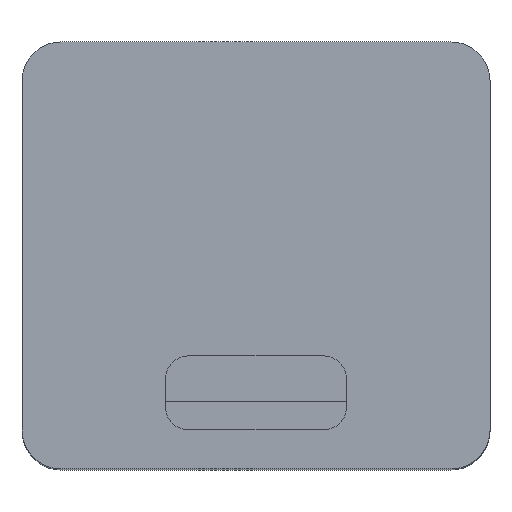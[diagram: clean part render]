
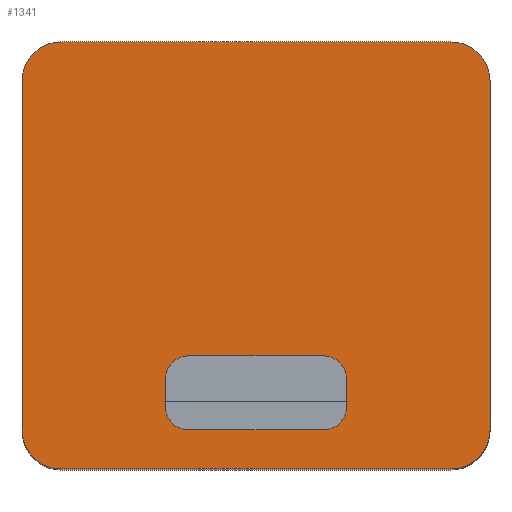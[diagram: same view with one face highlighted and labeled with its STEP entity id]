
A CAD part, top view. The second image highlights one B-rep face of the part: STEP entity #1341.
In plain terms, the highlighted planar face has unit normal (0, 0, 1).
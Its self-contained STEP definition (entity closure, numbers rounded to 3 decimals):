
#18=FACE_BOUND('',#159,.T.);
#27=PLANE('',#1437);
#85=FACE_OUTER_BOUND('',#158,.T.);
#158=EDGE_LOOP('',(#953,#954,#955,#956,#957,#958,#959,#960));
#159=EDGE_LOOP('',(#961,#962,#963,#964,#965,#966,#967,#968));
#242=LINE('',#1950,#404);
#247=LINE('',#1963,#409);
#248=LINE('',#1965,#410);
#249=LINE('',#1968,#411);
#250=LINE('',#1973,#412);
#251=LINE('',#1977,#413);
#252=LINE('',#1981,#414);
#253=LINE('',#1984,#415);
#404=VECTOR('',#1565,10.);
#409=VECTOR('',#1580,10.);
#410=VECTOR('',#1581,10.);
#411=VECTOR('',#1584,10.);
#412=VECTOR('',#1587,10.);
#413=VECTOR('',#1590,10.);
#414=VECTOR('',#1593,10.);
#415=VECTOR('',#1596,10.);
#558=CIRCLE('',#1427,2.);
#562=CIRCLE('',#1434,2.);
#563=CIRCLE('',#1436,2.);
#564=CIRCLE('',#1438,2.);
#565=CIRCLE('',#1439,1.2);
#566=CIRCLE('',#1440,1.2);
#567=CIRCLE('',#1441,1.2);
#568=CIRCLE('',#1442,1.2);
#595=VERTEX_POINT('',#1921);
#596=VERTEX_POINT('',#1923);
#607=VERTEX_POINT('',#1949);
#608=VERTEX_POINT('',#1953);
#609=VERTEX_POINT('',#1957);
#610=VERTEX_POINT('',#1958);
#611=VERTEX_POINT('',#1964);
#612=VERTEX_POINT('',#1966);
#613=VERTEX_POINT('',#1969);
#614=VERTEX_POINT('',#1970);
#615=VERTEX_POINT('',#1972);
#616=VERTEX_POINT('',#1974);
#617=VERTEX_POINT('',#1976);
#618=VERTEX_POINT('',#1978);
#619=VERTEX_POINT('',#1980);
#620=VERTEX_POINT('',#1982);
#728=EDGE_CURVE('',#595,#596,#558,.T.);
#741=EDGE_CURVE('',#607,#596,#242,.T.);
#743=EDGE_CURVE('',#607,#608,#562,.T.);
#745=EDGE_CURVE('',#609,#610,#563,.T.);
#748=EDGE_CURVE('',#595,#610,#247,.T.);
#749=EDGE_CURVE('',#609,#611,#248,.T.);
#750=EDGE_CURVE('',#612,#611,#564,.T.);
#751=EDGE_CURVE('',#612,#608,#249,.T.);
#752=EDGE_CURVE('',#613,#614,#565,.T.);
#753=EDGE_CURVE('',#614,#615,#250,.T.);
#754=EDGE_CURVE('',#615,#616,#566,.T.);
#755=EDGE_CURVE('',#616,#617,#251,.T.);
#756=EDGE_CURVE('',#617,#618,#567,.T.);
#757=EDGE_CURVE('',#618,#619,#252,.T.);
#758=EDGE_CURVE('',#619,#620,#568,.T.);
#759=EDGE_CURVE('',#620,#613,#253,.T.);
#953=ORIENTED_EDGE('',*,*,#728,.F.);
#954=ORIENTED_EDGE('',*,*,#748,.T.);
#955=ORIENTED_EDGE('',*,*,#745,.F.);
#956=ORIENTED_EDGE('',*,*,#749,.T.);
#957=ORIENTED_EDGE('',*,*,#750,.F.);
#958=ORIENTED_EDGE('',*,*,#751,.T.);
#959=ORIENTED_EDGE('',*,*,#743,.F.);
#960=ORIENTED_EDGE('',*,*,#741,.T.);
#961=ORIENTED_EDGE('',*,*,#752,.T.);
#962=ORIENTED_EDGE('',*,*,#753,.T.);
#963=ORIENTED_EDGE('',*,*,#754,.T.);
#964=ORIENTED_EDGE('',*,*,#755,.T.);
#965=ORIENTED_EDGE('',*,*,#756,.T.);
#966=ORIENTED_EDGE('',*,*,#757,.T.);
#967=ORIENTED_EDGE('',*,*,#758,.T.);
#968=ORIENTED_EDGE('',*,*,#759,.T.);
#1341=ADVANCED_FACE('',(#85,#18),#27,.T.);
#1427=AXIS2_PLACEMENT_3D('',#1924,#1544,#1545);
#1434=AXIS2_PLACEMENT_3D('',#1954,#1569,#1570);
#1436=AXIS2_PLACEMENT_3D('',#1959,#1574,#1575);
#1437=AXIS2_PLACEMENT_3D('',#1962,#1578,#1579);
#1438=AXIS2_PLACEMENT_3D('',#1967,#1582,#1583);
#1439=AXIS2_PLACEMENT_3D('',#1971,#1585,#1586);
#1440=AXIS2_PLACEMENT_3D('',#1975,#1588,#1589);
#1441=AXIS2_PLACEMENT_3D('',#1979,#1591,#1592);
#1442=AXIS2_PLACEMENT_3D('',#1983,#1594,#1595);
#1544=DIRECTION('center_axis',(0.,0.,-1.));
#1545=DIRECTION('ref_axis',(-0.707,-0.707,0.));
#1565=DIRECTION('',(0.,-1.,0.));
#1569=DIRECTION('center_axis',(0.,0.,-1.));
#1570=DIRECTION('ref_axis',(-0.707,0.707,0.));
#1574=DIRECTION('center_axis',(0.,0.,-1.));
#1575=DIRECTION('ref_axis',(0.707,-0.707,0.));
#1578=DIRECTION('center_axis',(0.,0.,1.));
#1579=DIRECTION('ref_axis',(1.,0.,0.));
#1580=DIRECTION('',(1.,0.,0.));
#1581=DIRECTION('',(0.,1.,0.));
#1582=DIRECTION('center_axis',(0.,0.,-1.));
#1583=DIRECTION('ref_axis',(0.707,0.707,0.));
#1584=DIRECTION('',(-1.,0.,0.));
#1585=DIRECTION('center_axis',(0.,0.,-1.));
#1586=DIRECTION('ref_axis',(1.,0.,0.));
#1587=DIRECTION('',(0.,-1.,0.));
#1588=DIRECTION('center_axis',(0.,0.,-1.));
#1589=DIRECTION('ref_axis',(0.,-1.,0.));
#1590=DIRECTION('',(-1.,0.,0.));
#1591=DIRECTION('center_axis',(0.,0.,-1.));
#1592=DIRECTION('ref_axis',(-1.,0.,0.));
#1593=DIRECTION('',(0.,1.,0.));
#1594=DIRECTION('center_axis',(0.,0.,-1.));
#1595=DIRECTION('ref_axis',(0.,1.,0.));
#1596=DIRECTION('',(1.,0.,0.));
#1921=CARTESIAN_POINT('',(0.,-2.,1.));
#1923=CARTESIAN_POINT('',(-2.,0.,1.));
#1924=CARTESIAN_POINT('Origin',(0.,0.,1.));
#1949=CARTESIAN_POINT('',(-2.,17.9,1.));
#1950=CARTESIAN_POINT('',(-2.,19.9,1.));
#1953=CARTESIAN_POINT('',(0.,19.9,1.));
#1954=CARTESIAN_POINT('Origin',(0.,17.9,1.));
#1957=CARTESIAN_POINT('',(22.,0.,1.));
#1958=CARTESIAN_POINT('',(20.,-2.,1.));
#1959=CARTESIAN_POINT('Origin',(20.,0.,1.));
#1962=CARTESIAN_POINT('Origin',(10.,8.95,1.));
#1963=CARTESIAN_POINT('',(-2.,-2.,1.));
#1964=CARTESIAN_POINT('',(22.,17.9,1.));
#1965=CARTESIAN_POINT('',(22.,-2.,1.));
#1966=CARTESIAN_POINT('',(20.,19.9,1.));
#1967=CARTESIAN_POINT('Origin',(20.,17.9,1.));
#1968=CARTESIAN_POINT('',(22.,19.9,1.));
#1969=CARTESIAN_POINT('',(13.45,3.8,1.));
#1970=CARTESIAN_POINT('',(14.65,2.6,1.));
#1971=CARTESIAN_POINT('Origin',(13.45,2.6,1.));
#1972=CARTESIAN_POINT('',(14.65,1.2,1.));
#1973=CARTESIAN_POINT('',(14.65,1.2,1.));
#1974=CARTESIAN_POINT('',(13.45,0.,1.));
#1975=CARTESIAN_POINT('Origin',(13.45,1.2,1.));
#1976=CARTESIAN_POINT('',(6.55,0.,1.));
#1977=CARTESIAN_POINT('',(6.55,0.,1.));
#1978=CARTESIAN_POINT('',(5.35,1.2,1.));
#1979=CARTESIAN_POINT('Origin',(6.55,1.2,1.));
#1980=CARTESIAN_POINT('',(5.35,2.6,1.));
#1981=CARTESIAN_POINT('',(5.35,2.6,1.));
#1982=CARTESIAN_POINT('',(6.55,3.8,1.));
#1983=CARTESIAN_POINT('Origin',(6.55,2.6,1.));
#1984=CARTESIAN_POINT('',(13.45,3.8,1.));
